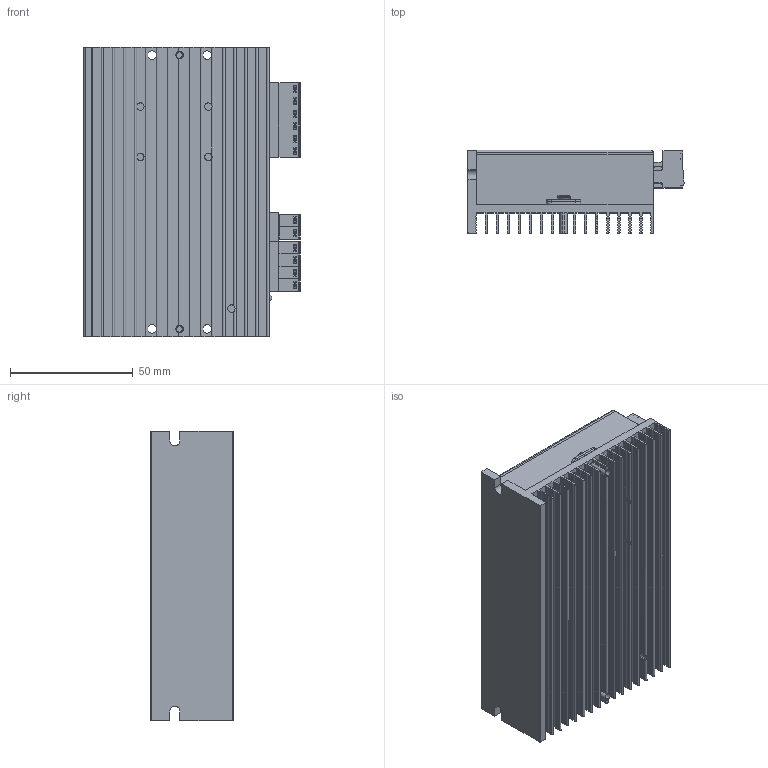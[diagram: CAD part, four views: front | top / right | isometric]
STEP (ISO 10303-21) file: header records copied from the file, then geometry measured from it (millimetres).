
FILE_DESCRIPTION((''),'2;1');
FILE_NAME('DM856_542_ASM','2021-09-26T17:58:19',('jerryzhu'),(''),'CREO PARAMETRIC BY PTC INC, 2018020','CREO PARAMETRIC BY PTC INC, 2018020','');
FILE_SCHEMA(('CONFIG_CONTROL_DESIGN'));
Products named in the file (16): DM856_542_BASE; PCB-DM856; GSP001R-5_08-06P; EPS108AZ-8P; GSP001RC_508_02P; GSP001R-5_08-04P; LED-1; RS232; PCBA-DM856_542_ASM; DM856_CASE; GSP001-5_08-06P; GSP001-5_08-02P; GSP001-5_08-04P; QD-SCREW-1; DM542_CASE_METAL; DM856_542_ASM
Assembly tree (16 placements, depth 3):
  DM856_542_ASM
    DM856_542_BASE
    PCBA-DM856_542_ASM
      PCB-DM856
      GSP001R-5_08-06P
      EPS108AZ-8P
      GSP001RC_508_02P
      GSP001R-5_08-04P
      LED-1
      RS232
    DM856_CASE
    GSP001-5_08-06P
    GSP001-5_08-02P
    GSP001-5_08-04P
    QD-SCREW-1  x2
    DM542_CASE_METAL
Bounding box: 88.1 x 34 x 118 mm (x, y, z)
Volume: 117561.6 mm3; surface area: 142409.1 mm2
Topology: 19 solids, 62 shells, 4053 faces, 10846 edges, 7016 vertices
Faces by surface type: plane 2882, cylinder 763, bspline 158, torus 132, cone 108, sphere 10
Entity records: 131321 total; most frequent: CARTESIAN_POINT 31224, ORIENTED_EDGE 21388, DIRECTION 19384, EDGE_CURVE 10708, VECTOR 8262, LINE 8262, VERTEX_POINT 6930, AXIS2_PLACEMENT_3D 5561
